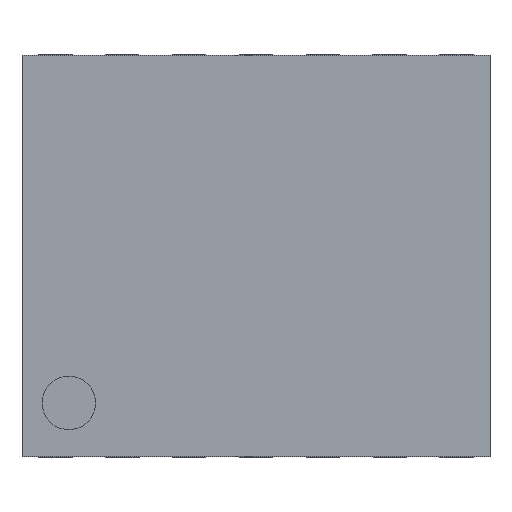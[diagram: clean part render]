
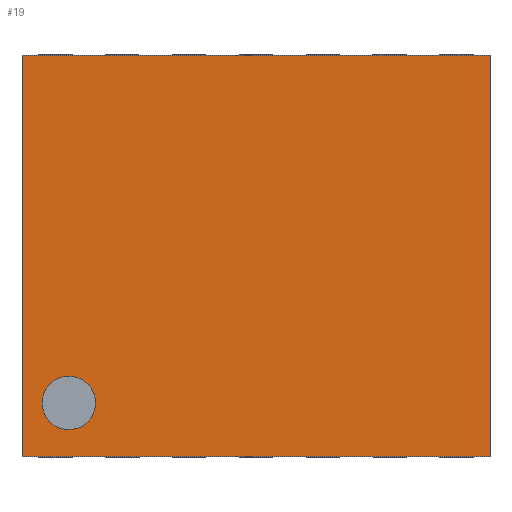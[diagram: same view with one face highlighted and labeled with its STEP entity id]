
A CAD part, top view. The second image highlights one B-rep face of the part: STEP entity #19.
In plain terms, the highlighted planar face has unit normal (0, 0, 1).
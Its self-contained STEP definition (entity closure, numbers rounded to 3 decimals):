
#19 = ADVANCED_FACE ( 'NONE', ( #171 ), #3498, .F. ) ;
#40 = DIRECTION ( 'NONE',  ( 0., 1., 0. ) ) ;
#61 = DIRECTION ( 'NONE',  ( 1., 0., 0. ) ) ;
#171 = FACE_OUTER_BOUND ( 'NONE', #799, .T. ) ;
#444 = VERTEX_POINT ( 'NONE', #2604 ) ;
#479 = LINE ( 'NONE', #1865, #2713 ) ;
#799 = EDGE_LOOP ( 'NONE', ( #3284, #2184, #2315, #923 ) ) ;
#923 = ORIENTED_EDGE ( 'NONE', *, *, #3362, .T. ) ;
#1031 = VECTOR ( 'NONE', #40, 1000. ) ;
#1304 = AXIS2_PLACEMENT_3D ( 'NONE', #3545, #1730, #3848 ) ;
#1359 = LINE ( 'NONE', #3245, #2861 ) ;
#1432 = DIRECTION ( 'NONE',  ( -1., 0., 0. ) ) ;
#1454 = LINE ( 'NONE', #3601, #1031 ) ;
#1495 = VERTEX_POINT ( 'NONE', #3432 ) ;
#1726 = EDGE_CURVE ( 'NONE', #3513, #444, #1454, .T. ) ;
#1730 = DIRECTION ( 'NONE',  ( 0., 0., -1. ) ) ;
#1766 = VERTEX_POINT ( 'NONE', #2954 ) ;
#1827 = VECTOR ( 'NONE', #61, 1000. ) ;
#1865 = CARTESIAN_POINT ( 'NONE',  ( -1.75, 1.5, 0.995 ) ) ;
#1953 = CARTESIAN_POINT ( 'NONE',  ( 1.75, -1.5, 0.995 ) ) ;
#2184 = ORIENTED_EDGE ( 'NONE', *, *, #2956, .T. ) ;
#2315 = ORIENTED_EDGE ( 'NONE', *, *, #2529, .T. ) ;
#2529 = EDGE_CURVE ( 'NONE', #1766, #1495, #479, .T. ) ;
#2604 = CARTESIAN_POINT ( 'NONE',  ( 1.75, 1.5, 0.995 ) ) ;
#2611 = LINE ( 'NONE', #3447, #1827 ) ;
#2713 = VECTOR ( 'NONE', #2774, 1000. ) ;
#2774 = DIRECTION ( 'NONE',  ( 0., -1., 0. ) ) ;
#2861 = VECTOR ( 'NONE', #1432, 1000. ) ;
#2954 = CARTESIAN_POINT ( 'NONE',  ( -1.75, 1.5, 0.995 ) ) ;
#2956 = EDGE_CURVE ( 'NONE', #444, #1766, #1359, .T. ) ;
#3245 = CARTESIAN_POINT ( 'NONE',  ( 1.75, 1.5, 0.995 ) ) ;
#3284 = ORIENTED_EDGE ( 'NONE', *, *, #1726, .T. ) ;
#3362 = EDGE_CURVE ( 'NONE', #1495, #3513, #2611, .T. ) ;
#3432 = CARTESIAN_POINT ( 'NONE',  ( -1.75, -1.5, 0.995 ) ) ;
#3447 = CARTESIAN_POINT ( 'NONE',  ( -1.75, -1.5, 0.995 ) ) ;
#3498 = PLANE ( 'NONE',  #1304 ) ;
#3513 = VERTEX_POINT ( 'NONE', #1953 ) ;
#3545 = CARTESIAN_POINT ( 'NONE',  ( -1.75, -1.5, 0.995 ) ) ;
#3601 = CARTESIAN_POINT ( 'NONE',  ( 1.75, -1.5, 0.995 ) ) ;
#3848 = DIRECTION ( 'NONE',  ( -1., 0., 0. ) ) ;
